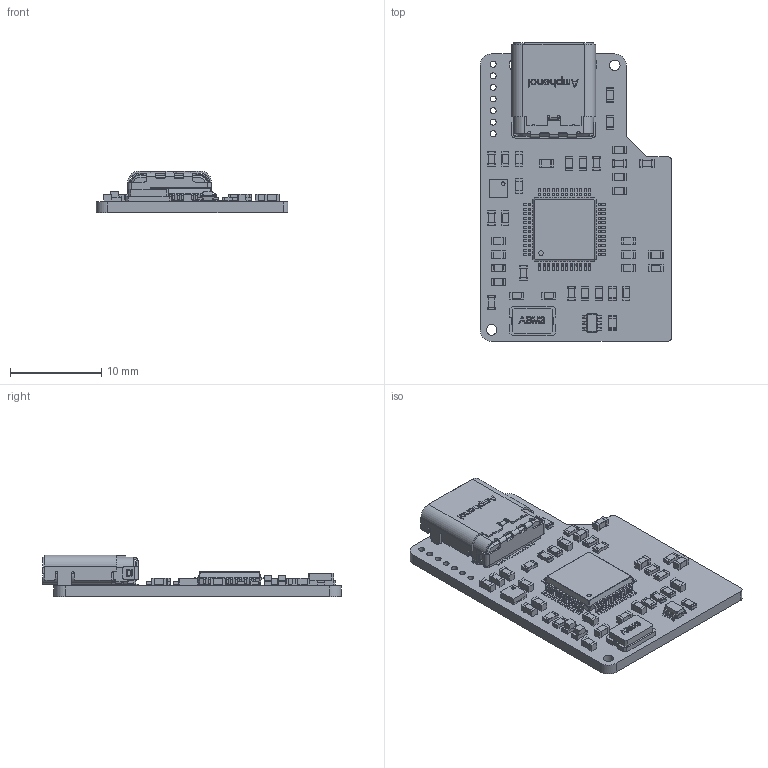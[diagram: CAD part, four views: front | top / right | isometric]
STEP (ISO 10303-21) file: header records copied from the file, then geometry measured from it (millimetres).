
FILE_DESCRIPTION(('KiCad electronic assembly'),'2;1');
FILE_NAME('k1-aioc.step','2022-11-22T19:06:53',('Pcbnew'),('Kicad'), 'Open CASCADE STEP processor 7.6','KiCad to STEP converter','Unknown' );
FILE_SCHEMA(('AUTOMOTIVE_DESIGN { 1 0 10303 214 1 1 1 1 }'));
Length unit declared in the file: millimetre
Products named in the file (20): k1-aioc 1; R_0603_1608Metric; SOLID; LED_0603_1608Metric; C_0603_1608Metric; C12401849_X1; COMPOUND; L_0603_1608Metric; LQFP-48_7x7mm_P0.5mm; SOT-363_SC-70-6; DFN-8-1EP_2x2mm_P0.45mm_EP0.64x1.38mm; Crystal_SMD_5032-2Pin_5.0x3.2mm; k1-aioc PCB
Assembly tree (51 placements, depth 3):
  k1-aioc 1
    R_0603_1608Metric  x17
      SOLID
    LED_0603_1608Metric  x2
      SOLID
    C_0603_1608Metric  x15
      SOLID
    C12401849_X1
      COMPOUND
    L_0603_1608Metric  x2
      SOLID
    LQFP-48_7x7mm_P0.5mm
      SOLID
    SOT-363_SC-70-6
      SOLID
    DFN-8-1EP_2x2mm_P0.45mm_EP0.64x1.38mm
      SOLID
    Crystal_SMD_5032-2Pin_5.0x3.2mm
      SOLID
    k1-aioc PCB
Bounding box: 21 x 32.73 x 4.55 mm (x, y, z)
Volume: 994.5 mm3; surface area: 2751.2 mm2
Topology: 43 solids, 112 shells, 4439 faces, 11849 edges, 7661 vertices
Faces by surface type: plane 3218, cylinder 964, bspline 143, cone 80, torus 16, sphere 14, extrusion 4
Full cylindrical faces by diameter (mm): 0.4 x1, 0.5 x1, 0.65 x8, 1.152 x2
Entity records: 265270 total; most frequent: CARTESIAN_POINT 66057, DIRECTION 35186, VECTOR 24526, LINE 24522, ORIENTED_EDGE 19072, PCURVE 19072, DEFINITIONAL_REPRESENTATION 19072, EDGE_CURVE 9536
